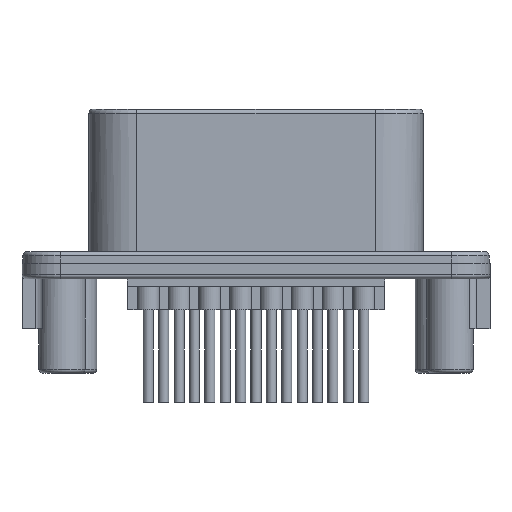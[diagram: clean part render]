
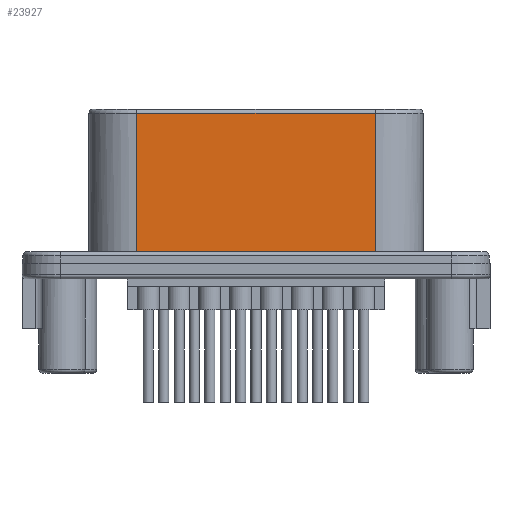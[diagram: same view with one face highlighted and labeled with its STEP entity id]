
A CAD part, front view. The second image highlights one B-rep face of the part: STEP entity #23927.
In plain terms, the highlighted planar face has unit normal (0, -1, 0).
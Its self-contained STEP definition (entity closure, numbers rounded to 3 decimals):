
#12 = DIRECTION ( 'NONE',  ( 0., 0., -1. ) ) ;
#265 = DIRECTION ( 'NONE',  ( 0., 0., -1. ) ) ;
#301 = CARTESIAN_POINT ( 'NONE',  ( -15.5, -11.8, -0.5 ) ) ;
#688 = AXIS2_PLACEMENT_3D ( 'NONE', #11350, #20204, #265 ) ;
#907 = CARTESIAN_POINT ( 'NONE',  ( -15.5, -11.8, -20. ) ) ;
#1320 = ORIENTED_EDGE ( 'NONE', *, *, #10125, .F. ) ;
#1886 = LINE ( 'NONE', #14730, #10633 ) ;
#2472 = DIRECTION ( 'NONE',  ( 0., 0., -1. ) ) ;
#3609 = EDGE_CURVE ( 'NONE', #7988, #16034, #20299, .T. ) ;
#4635 = FACE_OUTER_BOUND ( 'NONE', #10382, .T. ) ;
#4681 = CARTESIAN_POINT ( 'NONE',  ( 15.5, -11.8, -0.5 ) ) ;
#5042 = VECTOR ( 'NONE', #12, 1000. ) ;
#5434 = ORIENTED_EDGE ( 'NONE', *, *, #18033, .T. ) ;
#6137 = CARTESIAN_POINT ( 'NONE',  ( -15.5, -11.8, -0.5 ) ) ;
#7988 = VERTEX_POINT ( 'NONE', #907 ) ;
#8232 = VERTEX_POINT ( 'NONE', #4681 ) ;
#8462 = ORIENTED_EDGE ( 'NONE', *, *, #3609, .T. ) ;
#9402 = CARTESIAN_POINT ( 'NONE',  ( -15.5, -11.8, -20. ) ) ;
#10125 = EDGE_CURVE ( 'NONE', #8232, #16034, #21973, .T. ) ;
#10382 = EDGE_LOOP ( 'NONE', ( #5434, #8462, #1320, #14077 ) ) ;
#10443 = VECTOR ( 'NONE', #2472, 1000. ) ;
#10633 = VECTOR ( 'NONE', #12856, 1000. ) ;
#11350 = CARTESIAN_POINT ( 'NONE',  ( -15.5, -11.8, 0. ) ) ;
#12856 = DIRECTION ( 'NONE',  ( 1., 0., 0. ) ) ;
#14077 = ORIENTED_EDGE ( 'NONE', *, *, #23286, .F. ) ;
#14730 = CARTESIAN_POINT ( 'NONE',  ( -15.5, -11.8, -0.5 ) ) ;
#16034 = VERTEX_POINT ( 'NONE', #23881 ) ;
#18033 = EDGE_CURVE ( 'NONE', #24365, #7988, #20246, .T. ) ;
#19516 = CARTESIAN_POINT ( 'NONE',  ( 15.5, -11.8, -0.5 ) ) ;
#19909 = PLANE ( 'NONE',  #688 ) ;
#20204 = DIRECTION ( 'NONE',  ( 0., -1., 0. ) ) ;
#20246 = LINE ( 'NONE', #301, #10443 ) ;
#20299 = LINE ( 'NONE', #9402, #26007 ) ;
#21973 = LINE ( 'NONE', #19516, #5042 ) ;
#22605 = DIRECTION ( 'NONE',  ( 1., 0., 0. ) ) ;
#23286 = EDGE_CURVE ( 'NONE', #24365, #8232, #1886, .T. ) ;
#23881 = CARTESIAN_POINT ( 'NONE',  ( 15.5, -11.8, -20. ) ) ;
#23927 = ADVANCED_FACE ( 'NONE', ( #4635 ), #19909, .T. ) ;
#24365 = VERTEX_POINT ( 'NONE', #6137 ) ;
#26007 = VECTOR ( 'NONE', #22605, 1000. ) ;
